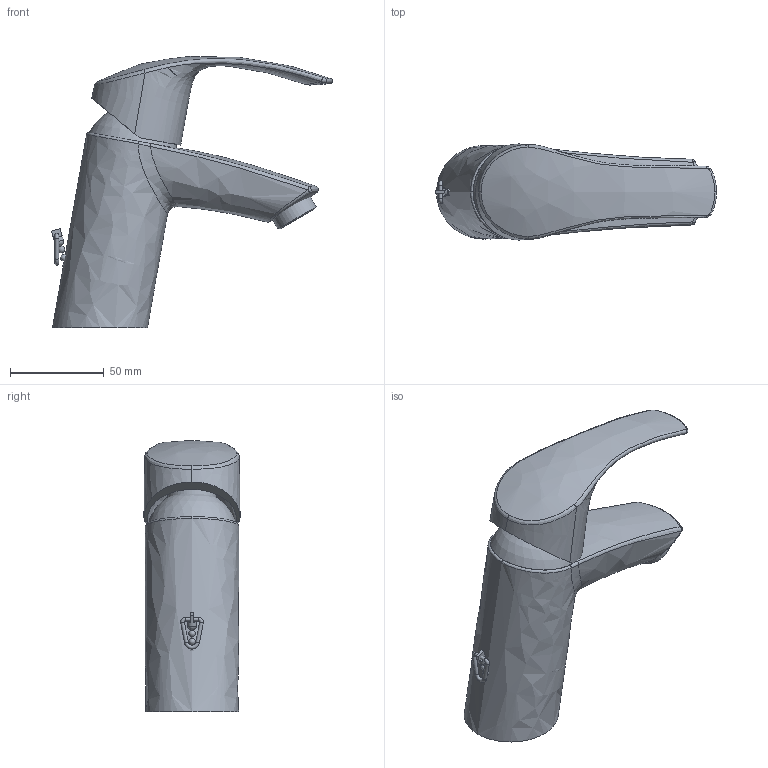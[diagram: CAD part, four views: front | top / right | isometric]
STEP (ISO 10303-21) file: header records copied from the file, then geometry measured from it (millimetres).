
FILE_DESCRIPTION(/* description */ ('Unknown'),/* implementation_level */ '2;1');
FILE_NAME(/* name */ '23372002',/* time_stamp */ '2022-09-09T17:44:51+02:00',/* author */ ('Unknown'),/* organization */ ('GROHE AG'),/* preprocessor_version */ 'ST-DEVELOPER v16.7',/* originating_system */ 'DEX',/* authorisation */ $);
FILE_SCHEMA (('AUTOMOTIVE_DESIGN {1 0 10303 214 3 1 1}'));
Length unit declared in the file: millimetre
Products named in the file (4): 23372002; 130521_NES2011_WB35_Body50mm; id59; 130531_NES2011_Lever35_51mm_Cutout_Lob
Assembly tree (3 placements, depth 2):
  23372002
    130521_NES2011_WB35_Body50mm
    id59
    130531_NES2011_Lever35_51mm_Cutout_Lob
Bounding box: 150.22 x 51.39 x 144.89 mm (x, y, z)
Volume: 265157.6 mm3; surface area: 47653.1 mm2
Topology: 1 solids, 7 shells, 63 faces, 161 edges, 102 vertices
Faces by surface type: bspline 31, cylinder 11, plane 9, sphere 6, torus 5, cone 1
Full cylindrical faces by diameter (mm): 0.7 x3, 2 x4, 4.8 x1, 23.6 x1, 26.1 x1, 45.8 x1
Entity records: 15628 total; most frequent: CARTESIAN_POINT 14206, ORIENTED_EDGE 246, DIRECTION 158, EDGE_CURVE 133, VERTEX_POINT 96, EDGE_LOOP 86, FACE_BOUND 86, B_SPLINE_CURVE_WITH_KNOTS 85
